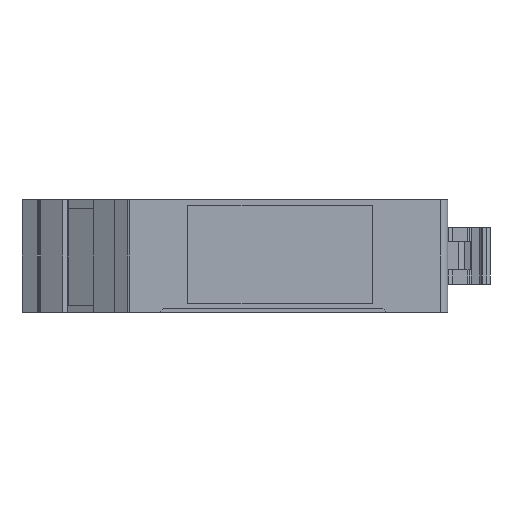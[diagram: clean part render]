
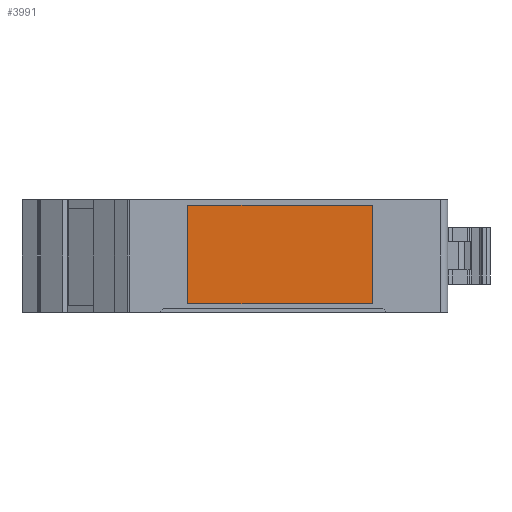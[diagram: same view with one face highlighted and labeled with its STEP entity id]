
A CAD part, left-side view. The second image highlights one B-rep face of the part: STEP entity #3991.
In plain terms, the highlighted planar face has unit normal (-1, 0, 0).
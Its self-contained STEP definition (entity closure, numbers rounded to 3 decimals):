
#49 = VECTOR ( 'NONE', #7046, 1000. ) ;
#98 = DIRECTION ( 'NONE',  ( 0., 0., 1. ) ) ;
#144 = LINE ( 'NONE', #198, #1701 ) ;
#179 = CARTESIAN_POINT ( 'NONE',  ( -58.017, -6.665, 13.545 ) ) ;
#198 = CARTESIAN_POINT ( 'NONE',  ( -58.017, 19.535, -0.355 ) ) ;
#365 = EDGE_CURVE ( 'NONE', #1591, #6924, #2101, .T. ) ;
#377 = VECTOR ( 'NONE', #714, 1000. ) ;
#609 = CARTESIAN_POINT ( 'NONE',  ( -58.017, -6.665, 13.045 ) ) ;
#714 = DIRECTION ( 'NONE',  ( 0., 0., -1. ) ) ;
#794 = ORIENTED_EDGE ( 'NONE', *, *, #7220, .F. ) ;
#1512 = FACE_OUTER_BOUND ( 'NONE', #8657, .T. ) ;
#1591 = VERTEX_POINT ( 'NONE', #3424 ) ;
#1701 = VECTOR ( 'NONE', #98, 1000. ) ;
#1714 = EDGE_CURVE ( 'NONE', #5400, #7766, #5470, .T. ) ;
#2101 = LINE ( 'NONE', #7471, #49 ) ;
#3424 = CARTESIAN_POINT ( 'NONE',  ( -58.017, 19.535, 13.545 ) ) ;
#3836 = ORIENTED_EDGE ( 'NONE', *, *, #7307, .F. ) ;
#3920 = ORIENTED_EDGE ( 'NONE', *, *, #1714, .F. ) ;
#3991 = ADVANCED_FACE ( 'NONE', ( #1512 ), #5210, .T. ) ;
#4798 = CARTESIAN_POINT ( 'NONE',  ( -58.017, -6.665, -0.455 ) ) ;
#5210 = PLANE ( 'NONE',  #9586 ) ;
#5400 = VERTEX_POINT ( 'NONE', #4798 ) ;
#5470 = LINE ( 'NONE', #7400, #7470 ) ;
#5711 = CARTESIAN_POINT ( 'NONE',  ( -58.017, 19.535, -0.455 ) ) ;
#6924 = VERTEX_POINT ( 'NONE', #179 ) ;
#7046 = DIRECTION ( 'NONE',  ( 0., -1., 0. ) ) ;
#7220 = EDGE_CURVE ( 'NONE', #6924, #5400, #8184, .T. ) ;
#7307 = EDGE_CURVE ( 'NONE', #7766, #1591, #144, .T. ) ;
#7400 = CARTESIAN_POINT ( 'NONE',  ( -58.017, 27.46, -0.455 ) ) ;
#7470 = VECTOR ( 'NONE', #7516, 1000. ) ;
#7471 = CARTESIAN_POINT ( 'NONE',  ( -58.017, 32.694, 13.545 ) ) ;
#7516 = DIRECTION ( 'NONE',  ( 0., 1., 0. ) ) ;
#7701 = CARTESIAN_POINT ( 'NONE',  ( -58.017, -16.397, 99.56 ) ) ;
#7766 = VERTEX_POINT ( 'NONE', #5711 ) ;
#8184 = LINE ( 'NONE', #609, #377 ) ;
#8657 = EDGE_LOOP ( 'NONE', ( #9134, #3836, #3920, #794 ) ) ;
#8678 = DIRECTION ( 'NONE',  ( -1., 0., 0. ) ) ;
#9134 = ORIENTED_EDGE ( 'NONE', *, *, #365, .F. ) ;
#9586 = AXIS2_PLACEMENT_3D ( 'NONE', #7701, #8678, #9687 ) ;
#9687 = DIRECTION ( 'NONE',  ( 0., -1., 0. ) ) ;
